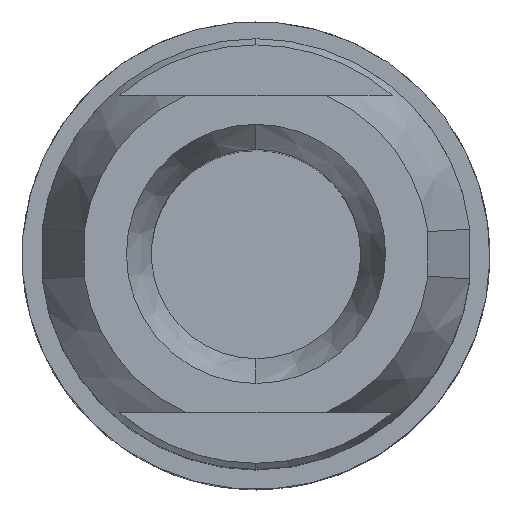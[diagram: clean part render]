
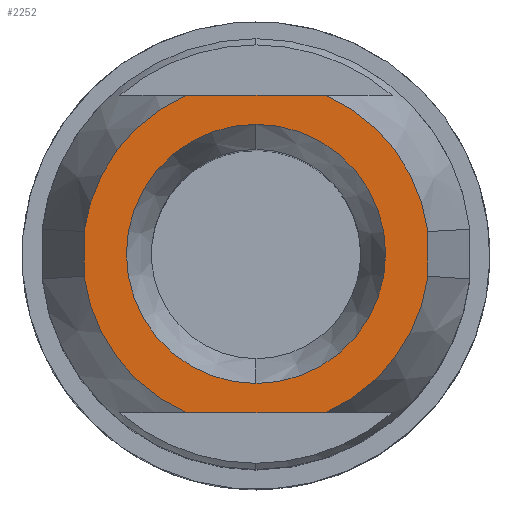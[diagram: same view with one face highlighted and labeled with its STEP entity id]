
A CAD part, top view. The second image highlights one B-rep face of the part: STEP entity #2252.
In plain terms, the highlighted planar face has unit normal (0, 0, 1).
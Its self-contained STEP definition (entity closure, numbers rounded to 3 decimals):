
#2026=AXIS2_PLACEMENT_3D('Circle Axis2P3D',#2024,#2025,$) ;
#2077=AXIS2_PLACEMENT_3D('Circle Axis2P3D',#2075,#2076,$) ;
#2138=AXIS2_PLACEMENT_3D('Circle Axis2P3D',#2136,#2137,$) ;
#2189=AXIS2_PLACEMENT_3D('Circle Axis2P3D',#2187,#2188,$) ;
#2204=AXIS2_PLACEMENT_3D('Plane Axis2P3D',#2201,#2202,#2203) ;
#2228=AXIS2_PLACEMENT_3D('Circle Axis2P3D',#2226,#2227,$) ;
#2237=AXIS2_PLACEMENT_3D('Circle Axis2P3D',#2235,#2236,$) ;
#2244=AXIS2_PLACEMENT_3D('Circle Axis2P3D',#2242,#2243,$) ;
#1980=CARTESIAN_POINT('Line Origine',(16.481,9.5,61.)) ;
#1984=CARTESIAN_POINT('Vertex',(16.481,8.594,61.)) ;
#1986=CARTESIAN_POINT('Vertex',(16.481,10.406,61.)) ;
#2024=CARTESIAN_POINT('Axis2P3D Location',(9.5,9.5,61.)) ;
#2028=CARTESIAN_POINT('Vertex',(12.32,3.05,61.)) ;
#2072=CARTESIAN_POINT('Vertex',(6.68,3.05,61.)) ;
#2075=CARTESIAN_POINT('Axis2P3D Location',(9.5,9.5,61.)) ;
#2079=CARTESIAN_POINT('Vertex',(2.519,8.594,61.)) ;
#2102=CARTESIAN_POINT('Line Origine',(2.519,9.5,61.)) ;
#2106=CARTESIAN_POINT('Vertex',(2.519,10.406,61.)) ;
#2136=CARTESIAN_POINT('Axis2P3D Location',(9.5,9.5,61.)) ;
#2140=CARTESIAN_POINT('Vertex',(6.68,15.95,61.)) ;
#2184=CARTESIAN_POINT('Vertex',(12.32,15.95,61.)) ;
#2187=CARTESIAN_POINT('Axis2P3D Location',(9.5,9.5,61.)) ;
#2201=CARTESIAN_POINT('Axis2P3D Location',(3.348,9.5,61.)) ;
#2206=CARTESIAN_POINT('Line Origine',(9.5,3.05,61.)) ;
#2211=CARTESIAN_POINT('Line Origine',(9.5,15.95,61.)) ;
#2226=CARTESIAN_POINT('Axis2P3D Location',(9.5,9.5,61.)) ;
#2230=CARTESIAN_POINT('Vertex',(4.236,9.5,61.)) ;
#2232=CARTESIAN_POINT('Vertex',(9.5,4.236,61.)) ;
#2235=CARTESIAN_POINT('Axis2P3D Location',(9.5,9.5,61.)) ;
#2239=CARTESIAN_POINT('Vertex',(9.5,14.764,61.)) ;
#2242=CARTESIAN_POINT('Axis2P3D Location',(9.5,9.5,61.)) ;
#1981=DIRECTION('Vector Direction',(0.,1.,0.)) ;
#2025=DIRECTION('Axis2P3D Direction',(0.,0.,-1.)) ;
#2076=DIRECTION('Axis2P3D Direction',(0.,0.,-1.)) ;
#2103=DIRECTION('Vector Direction',(0.,-1.,0.)) ;
#2137=DIRECTION('Axis2P3D Direction',(0.,0.,-1.)) ;
#2188=DIRECTION('Axis2P3D Direction',(0.,0.,-1.)) ;
#2202=DIRECTION('Axis2P3D Direction',(0.,0.,1.)) ;
#2203=DIRECTION('Axis2P3D XDirection',(0.,1.,0.)) ;
#2207=DIRECTION('Vector Direction',(1.,0.,0.)) ;
#2212=DIRECTION('Vector Direction',(1.,0.,0.)) ;
#2227=DIRECTION('Axis2P3D Direction',(0.,0.,1.)) ;
#2236=DIRECTION('Axis2P3D Direction',(0.,0.,1.)) ;
#2243=DIRECTION('Axis2P3D Direction',(0.,0.,1.)) ;
#1982=VECTOR('Line Direction',#1981,1.) ;
#2104=VECTOR('Line Direction',#2103,1.) ;
#2208=VECTOR('Line Direction',#2207,1.) ;
#2213=VECTOR('Line Direction',#2212,1.) ;
#2217=ORIENTED_EDGE('',*,*,#2108,.T.) ;
#2218=ORIENTED_EDGE('',*,*,#2081,.F.) ;
#2219=ORIENTED_EDGE('',*,*,#2210,.T.) ;
#2220=ORIENTED_EDGE('',*,*,#2030,.F.) ;
#2221=ORIENTED_EDGE('',*,*,#1988,.T.) ;
#2222=ORIENTED_EDGE('',*,*,#2191,.F.) ;
#2223=ORIENTED_EDGE('',*,*,#2215,.F.) ;
#2224=ORIENTED_EDGE('',*,*,#2142,.F.) ;
#2248=ORIENTED_EDGE('',*,*,#2234,.F.) ;
#2249=ORIENTED_EDGE('',*,*,#2241,.F.) ;
#2250=ORIENTED_EDGE('',*,*,#2246,.F.) ;
#2251=FACE_BOUND('',#2247,.T.) ;
#2252=ADVANCED_FACE('Volumenk\X2\00F6\X0\rper2',(#2225,#2251),#2205,.T.) ;
#2027=CIRCLE('generated circle',#2026,7.039) ;
#2078=CIRCLE('generated circle',#2077,7.039) ;
#2139=CIRCLE('generated circle',#2138,7.039) ;
#2190=CIRCLE('generated circle',#2189,7.039) ;
#2229=CIRCLE('generated circle',#2228,5.264) ;
#2238=CIRCLE('generated circle',#2237,5.264) ;
#2245=CIRCLE('generated circle',#2244,5.264) ;
#1988=EDGE_CURVE('',#1985,#1987,#1983,.T.) ;
#2030=EDGE_CURVE('',#1985,#2029,#2027,.T.) ;
#2081=EDGE_CURVE('',#2073,#2080,#2078,.T.) ;
#2108=EDGE_CURVE('',#2107,#2080,#2105,.T.) ;
#2142=EDGE_CURVE('',#2107,#2141,#2139,.T.) ;
#2191=EDGE_CURVE('',#2185,#1987,#2190,.T.) ;
#2210=EDGE_CURVE('',#2073,#2029,#2209,.T.) ;
#2215=EDGE_CURVE('',#2141,#2185,#2214,.T.) ;
#2234=EDGE_CURVE('',#2231,#2233,#2229,.T.) ;
#2241=EDGE_CURVE('',#2240,#2231,#2238,.T.) ;
#2246=EDGE_CURVE('',#2233,#2240,#2245,.T.) ;
#2216=EDGE_LOOP('',(#2217,#2218,#2219,#2220,#2221,#2222,#2223,#2224)) ;
#2247=EDGE_LOOP('',(#2248,#2249,#2250)) ;
#2225=FACE_OUTER_BOUND('',#2216,.T.) ;
#1983=LINE('Line',#1980,#1982) ;
#2105=LINE('Line',#2102,#2104) ;
#2209=LINE('Line',#2206,#2208) ;
#2214=LINE('Line',#2211,#2213) ;
#2205=PLANE('',#2204) ;
#1985=VERTEX_POINT('',#1984) ;
#1987=VERTEX_POINT('',#1986) ;
#2029=VERTEX_POINT('',#2028) ;
#2073=VERTEX_POINT('',#2072) ;
#2080=VERTEX_POINT('',#2079) ;
#2107=VERTEX_POINT('',#2106) ;
#2141=VERTEX_POINT('',#2140) ;
#2185=VERTEX_POINT('',#2184) ;
#2231=VERTEX_POINT('',#2230) ;
#2233=VERTEX_POINT('',#2232) ;
#2240=VERTEX_POINT('',#2239) ;
